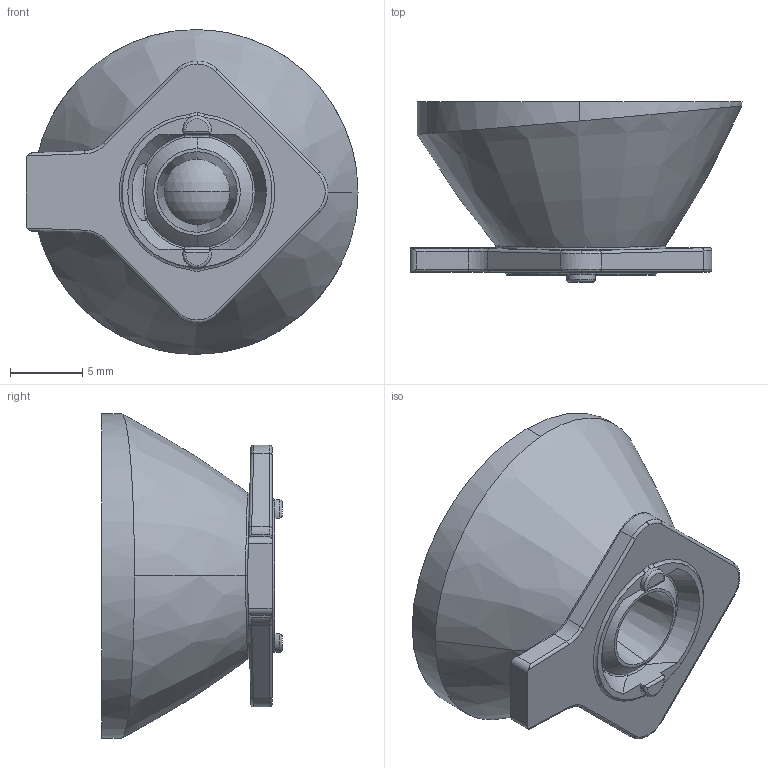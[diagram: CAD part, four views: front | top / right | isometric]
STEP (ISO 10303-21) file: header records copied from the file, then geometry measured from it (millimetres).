
FILE_DESCRIPTION (( 'STEP AP214' ), '1' );
FILE_NAME ('AMT-HB-D23-3535-13-K-vz.STEP', '2022-07-20T09:36:51', ( '' ), ( '' ), 'SwSTEP 2.0', 'SolidWorks 2019', '' );
FILE_SCHEMA (( 'AUTOMOTIVE_DESIGN' ));
Length unit declared in the file: millimetre
Products named in the file (1): AMT-HB-D23-3535-13-K-vz
Bounding box: 23 x 12.5 x 22.5 mm (x, y, z)
Volume: 2818.7 mm3; surface area: 1595.6 mm2
Topology: 1 solids, 1 shells, 92 faces, 228 edges, 140 vertices
Faces by surface type: cylinder 24, torus 20, plane 18, bspline 17, cone 9, sphere 4
Entity records: 3878 total; most frequent: CARTESIAN_POINT 1842, ORIENTED_EDGE 456, DIRECTION 387, EDGE_CURVE 228, AXIS2_PLACEMENT_3D 165, VERTEX_POINT 140, EDGE_LOOP 94, FACE_OUTER_BOUND 92
